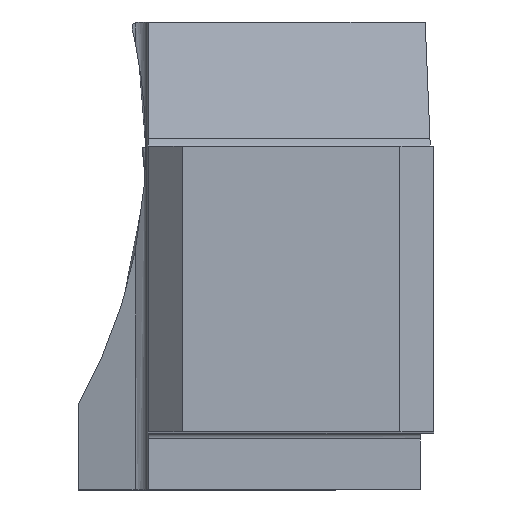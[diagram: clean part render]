
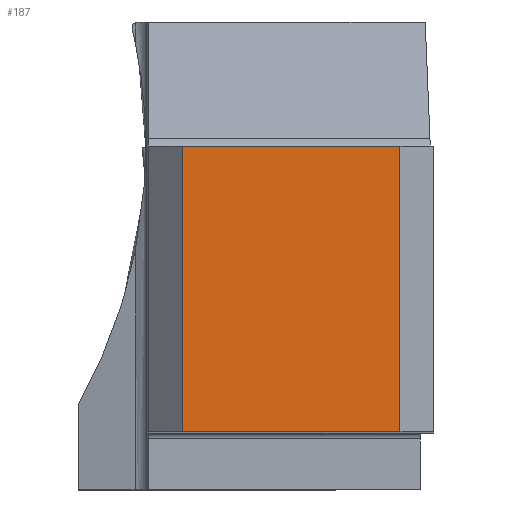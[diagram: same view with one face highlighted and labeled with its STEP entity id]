
A CAD part, top view. The second image highlights one B-rep face of the part: STEP entity #187.
In plain terms, the highlighted planar face has unit normal (0, 0, 1).
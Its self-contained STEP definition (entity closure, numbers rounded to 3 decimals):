
#187=ADVANCED_FACE('CU_BACK_SU1',(#299),#245,.F.);
#245=PLANE('',#1433);
#299=FACE_OUTER_BOUND('',#363,.T.);
#363=EDGE_LOOP('',(#533,#534,#535,#536));
#533=ORIENTED_EDGE('',*,*,#978,.F.);
#534=ORIENTED_EDGE('',*,*,#973,.T.);
#535=ORIENTED_EDGE('',*,*,#979,.T.);
#536=ORIENTED_EDGE('',*,*,#968,.F.);
#831=VERTEX_POINT('',#2050);
#832=VERTEX_POINT('',#2052);
#835=VERTEX_POINT('',#2060);
#836=VERTEX_POINT('',#2062);
#968=EDGE_CURVE('',#831,#832,#1118,.T.);
#973=EDGE_CURVE('',#836,#835,#1123,.T.);
#978=EDGE_CURVE('',#836,#831,#1127,.T.);
#979=EDGE_CURVE('',#835,#832,#1128,.T.);
#1118=LINE('',#2051,#1245);
#1123=LINE('',#2061,#1250);
#1127=LINE('',#2070,#1254);
#1128=LINE('',#2071,#1255);
#1245=VECTOR('',#1631,1.);
#1250=VECTOR('',#1638,1.);
#1254=VECTOR('',#1650,1.);
#1255=VECTOR('',#1651,1.);
#1433=AXIS2_PLACEMENT_3D('',#2072,#1652,#1653);
#1631=DIRECTION('',(1.,0.,0.));
#1638=DIRECTION('',(1.,0.,0.));
#1650=DIRECTION('',(0.,1.,0.));
#1651=DIRECTION('',(0.,1.,0.));
#1652=DIRECTION('',(0.,0.,-1.));
#1653=DIRECTION('',(-1.,0.,0.));
#2050=CARTESIAN_POINT('',(-22.325,25.325,0.));
#2051=CARTESIAN_POINT('',(-110.,25.325,0.));
#2052=CARTESIAN_POINT('',(-3.,25.325,0.));
#2060=CARTESIAN_POINT('',(-3.,0.,0.));
#2061=CARTESIAN_POINT('',(-110.,0.,0.));
#2062=CARTESIAN_POINT('',(-22.325,0.,0.));
#2070=CARTESIAN_POINT('',(-22.325,0.,0.));
#2071=CARTESIAN_POINT('',(-3.,0.,0.));
#2072=CARTESIAN_POINT('',(23.266,45.325,0.));
